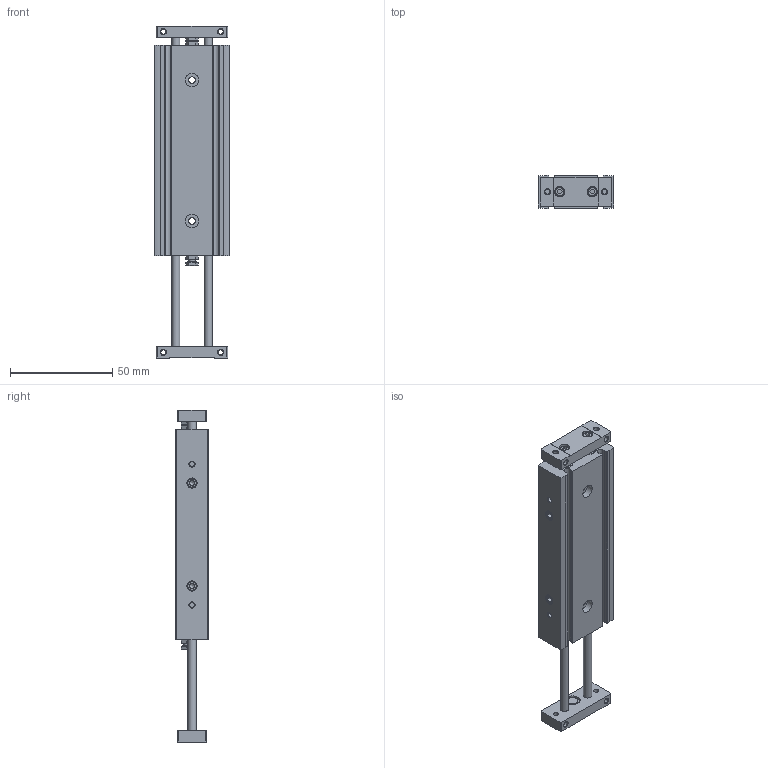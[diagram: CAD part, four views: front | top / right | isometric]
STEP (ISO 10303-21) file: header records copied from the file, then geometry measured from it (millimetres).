
FILE_DESCRIPTION(/* description */ ('STEP AP214'),/* implementation_level */ '2;1');
FILE_NAME(/* name */ '8103470_DGTZ-GF-6-40-J-T-P-A',/* time_stamp */ '2024-08-16T10:17:26+02:00',/* author */ ('License CC BY-ND 4.0'),/* organization */ ('CADENAS'),/* preprocessor_version */ 'ST-DEVELOPER v19.3',/* originating_system */ 'PARTsolutions',/* authorisation */ ' ');
FILE_SCHEMA (('AUTOMOTIVE_DESIGN {1 0 10303 214 3 1 1}'));
Length unit declared in the file: millimetre
Products named in the file (6): 8103470 DGTZ-GF-6-40-J-T-P-A-40---(high0); 8150885 DGTZ-GF-6-J-T-40---(high_z); 8150885 DGTZ-GF-6-J-T-40---(high_k); DIN-439-B - M3(F); Hexagon bolt DIN 933 - M3x16; ISO-4026 M5x5
Assembly tree (8 placements, depth 2):
  8103470 DGTZ-GF-6-40-J-T-P-A-40---(high0)
    8150885 DGTZ-GF-6-J-T-40---(high_z)
    8150885 DGTZ-GF-6-J-T-40---(high_k)
    DIN-439-B - M3(F)  x2
    Hexagon bolt DIN 933 - M3x16  x2
    ISO-4026 M5x5  x2
Bounding box: 37 x 16 x 162.6 mm (x, y, z)
Volume: 59481 mm3; surface area: 28040.5 mm2
Topology: 8 solids, 8 shells, 367 faces, 828 edges, 518 vertices
Faces by surface type: plane 178, cylinder 116, cone 68, torus 5
Full cylindrical faces by diameter (mm): 2.459 x25, 3 x2, 3.2 x2, 4 x9, 4.134 x4, 4.5 x3, 4.57 x2, 5 x7, 6 x4, 6.3 x4, 6.5 x4, 7.5 x2, 8 x4
Entity records: 9200 total; most frequent: DIRECTION 1468, CARTESIAN_POINT 1460, ORIENTED_EDGE 1166, AXIS2_PLACEMENT_3D 598, EDGE_CURVE 583, FACE_BOUND 499, EDGE_LOOP 498, VERTEX_POINT 432
